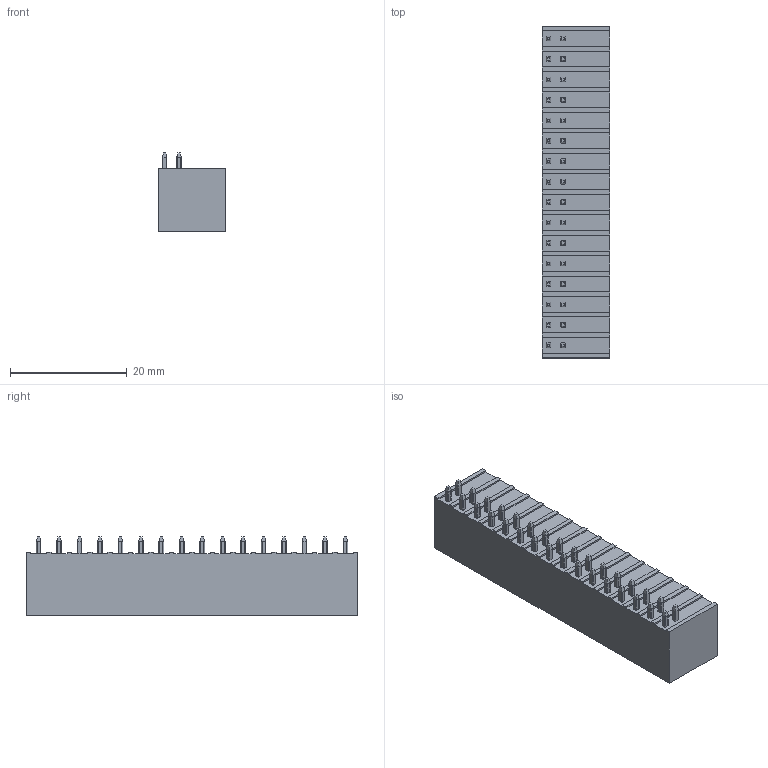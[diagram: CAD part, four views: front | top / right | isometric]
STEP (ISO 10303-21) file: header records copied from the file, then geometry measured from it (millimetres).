
FILE_DESCRIPTION((''),'2;1');
FILE_NAME('PRT0007','2024-11-18T09:55:25',('tluser'),(''),'CREO PARAMETRIC BY PTC INC, 2018100','CREO PARAMETRIC BY PTC INC, 2018100','');
FILE_SCHEMA(('CONFIG_CONTROL_DESIGN'));
Length unit declared in the file: millimetre
Products named in the file (1): PRT0007
Bounding box: 11.6 x 56.8 x 13.4 mm (x, y, z)
Volume: 4794.3 mm3; surface area: 5364.8 mm2
Topology: 1 solids, 1 shells, 1447 faces, 4140 edges, 2760 vertices
Faces by surface type: plane 959, cylinder 376, extrusion 112
Entity records: 48414 total; most frequent: CARTESIAN_POINT 11245, ORIENTED_EDGE 8280, DIRECTION 6842, EDGE_CURVE 4140, VECTOR 3020, LINE 2908, VERTEX_POINT 2760, AXIS2_PLACEMENT_3D 1911
